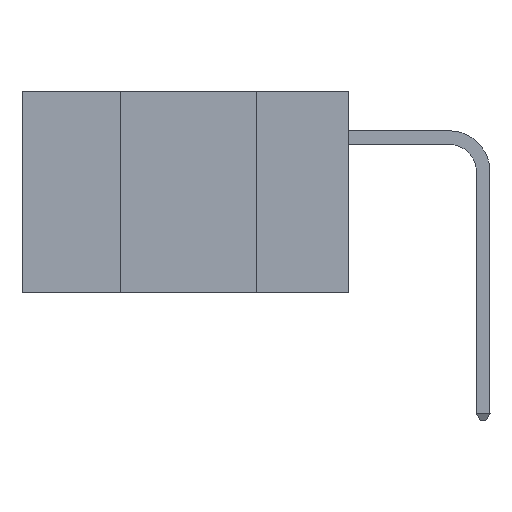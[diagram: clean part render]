
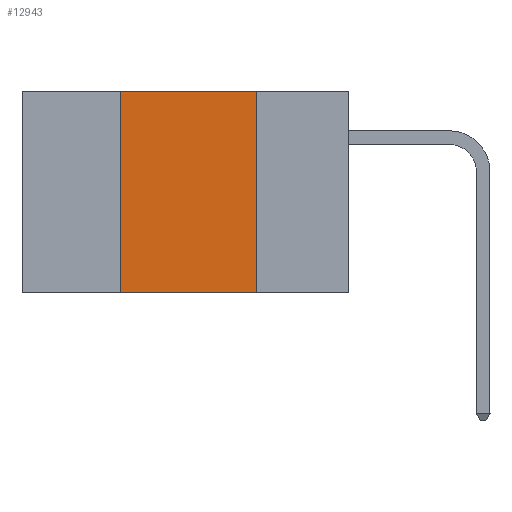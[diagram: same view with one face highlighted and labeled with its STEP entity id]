
A CAD part, left-side view. The second image highlights one B-rep face of the part: STEP entity #12943.
In plain terms, the highlighted planar face has unit normal (-1, 0, 0).
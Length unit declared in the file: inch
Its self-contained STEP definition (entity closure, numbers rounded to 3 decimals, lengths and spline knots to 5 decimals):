
#1078 = LINE ( 'NONE', #10322, #11847 ) ;
#1111 = EDGE_CURVE ( 'NONE', #6184, #9101, #13613, .T. ) ;
#1923 = ORIENTED_EDGE ( 'NONE', *, *, #14587, .F. ) ;
#1955 = CARTESIAN_POINT ( 'NONE',  ( 0., 0.42, 0. ) ) ;
#2107 = CARTESIAN_POINT ( 'NONE',  ( 0., 0.17, 0. ) ) ;
#2155 = LINE ( 'NONE', #10327, #7605 ) ;
#3272 = CARTESIAN_POINT ( 'NONE',  ( 0., 0.6, 0. ) ) ;
#3443 = DIRECTION ( 'NONE',  ( 0., -1., 0. ) ) ;
#4287 = DIRECTION ( 'NONE',  ( 1., 0., 0. ) ) ;
#4426 = PLANE ( 'NONE',  #12593 ) ;
#4567 = DIRECTION ( 'NONE',  ( 0., 0., -1. ) ) ;
#5030 = VECTOR ( 'NONE', #5368, 39.37008 ) ;
#5368 = DIRECTION ( 'NONE',  ( 0., -1., 0. ) ) ;
#6184 = VERTEX_POINT ( 'NONE', #11716 ) ;
#6409 = ORIENTED_EDGE ( 'NONE', *, *, #1111, .F. ) ;
#6830 = VERTEX_POINT ( 'NONE', #7834 ) ;
#7515 = CARTESIAN_POINT ( 'NONE',  ( 0., 0.42, -0.37 ) ) ;
#7605 = VECTOR ( 'NONE', #3443, 39.37008 ) ;
#7834 = CARTESIAN_POINT ( 'NONE',  ( 0., 0.17, -0.37 ) ) ;
#8289 = ORIENTED_EDGE ( 'NONE', *, *, #13863, .F. ) ;
#8419 = VERTEX_POINT ( 'NONE', #7515 ) ;
#9067 = CARTESIAN_POINT ( 'NONE',  ( 0., 0.6, 0. ) ) ;
#9101 = VERTEX_POINT ( 'NONE', #2107 ) ;
#9887 = DIRECTION ( 'NONE',  ( 0., 0., -1. ) ) ;
#10285 = DIRECTION ( 'NONE',  ( 0., 0., 1. ) ) ;
#10322 = CARTESIAN_POINT ( 'NONE',  ( 0., 0.17, 0. ) ) ;
#10327 = CARTESIAN_POINT ( 'NONE',  ( 0., 0.6, -0.37 ) ) ;
#11293 = EDGE_CURVE ( 'NONE', #8419, #6830, #2155, .T. ) ;
#11716 = CARTESIAN_POINT ( 'NONE',  ( 0., 0.42, 0. ) ) ;
#11847 = VECTOR ( 'NONE', #4567, 39.37008 ) ;
#11869 = VECTOR ( 'NONE', #10285, 39.37008 ) ;
#12593 = AXIS2_PLACEMENT_3D ( 'NONE', #9067, #4287, #9887 ) ;
#12641 = EDGE_LOOP ( 'NONE', ( #8289, #6409, #1923, #12981 ) ) ;
#12943 = ADVANCED_FACE ( 'NONE', ( #14779 ), #4426, .F. ) ;
#12981 = ORIENTED_EDGE ( 'NONE', *, *, #11293, .T. ) ;
#13613 = LINE ( 'NONE', #3272, #5030 ) ;
#13745 = LINE ( 'NONE', #1955, #11869 ) ;
#13863 = EDGE_CURVE ( 'NONE', #9101, #6830, #1078, .T. ) ;
#14587 = EDGE_CURVE ( 'NONE', #8419, #6184, #13745, .T. ) ;
#14779 = FACE_OUTER_BOUND ( 'NONE', #12641, .T. ) ;
